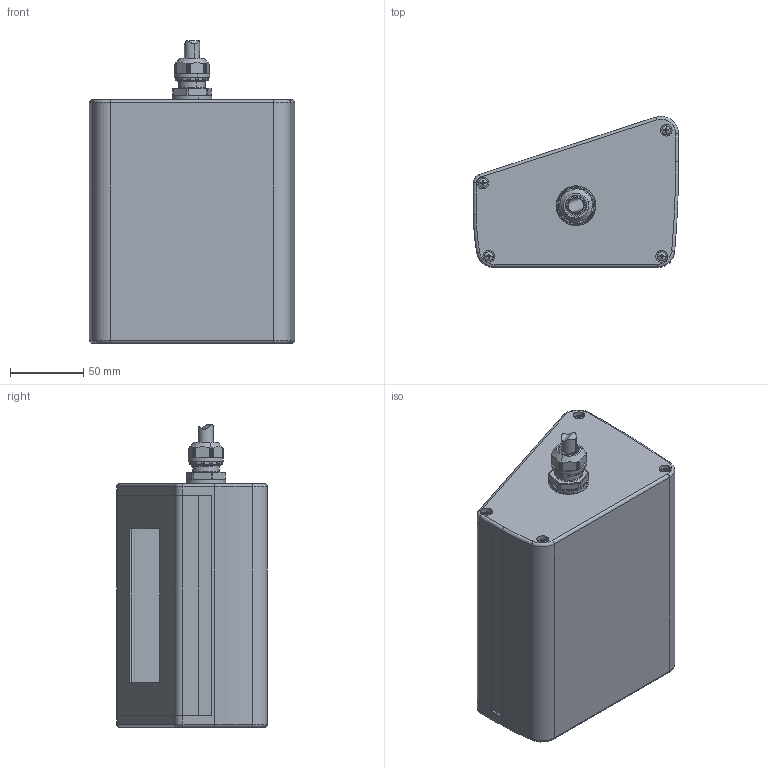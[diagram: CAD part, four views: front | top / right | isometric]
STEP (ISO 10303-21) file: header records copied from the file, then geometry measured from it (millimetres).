
FILE_DESCRIPTION (( 'STEP AP203' ), '1' );
FILE_NAME ('CNC-302N-STP.step', '2025-06-20T07:57:53', ( '' ), ( '' ), 'SwSTEP 2.0', 'SolidWorks 2020', '' );
FILE_SCHEMA (( 'CONFIG_CONTROL_DESIGN' ));
Length unit declared in the file: millimetre
Products named in the file (1): CNC-302N-STP
Bounding box: 140 x 103 x 206.35 mm (x, y, z)
Volume: 223120.1 mm3; surface area: 195725.4 mm2
Topology: 2 solids, 5 shells, 906 faces, 2516 edges, 1646 vertices
Faces by surface type: plane 460, cylinder 244, bspline 95, cone 79, sphere 16, torus 12
Entity records: 33925 total; most frequent: CARTESIAN_POINT 11007, ORIENTED_EDGE 5024, DIRECTION 4600, EDGE_CURVE 2512, VERTEX_POINT 1646, AXIS2_PLACEMENT_3D 1638, VECTOR 1324, LINE 1324
